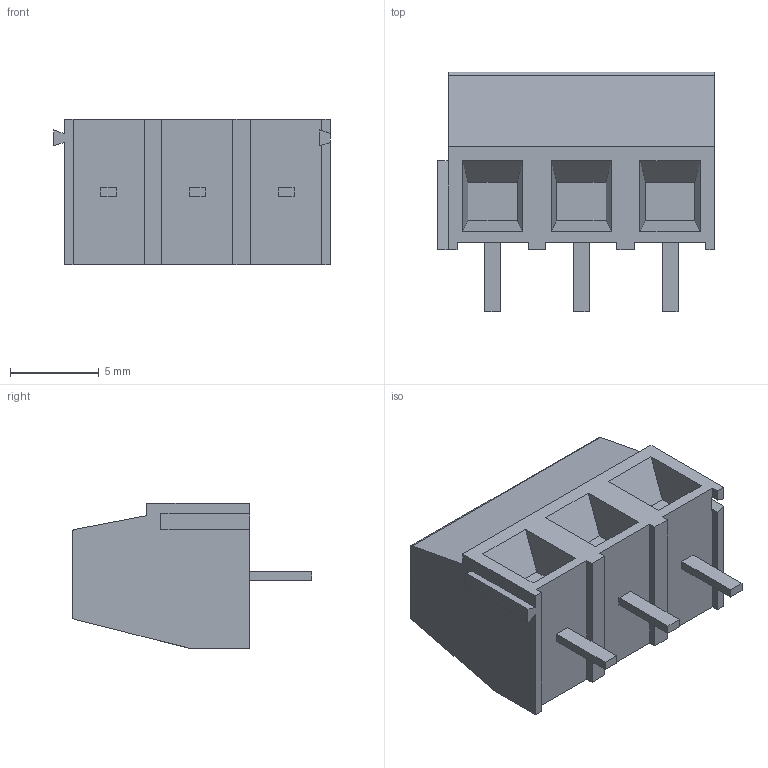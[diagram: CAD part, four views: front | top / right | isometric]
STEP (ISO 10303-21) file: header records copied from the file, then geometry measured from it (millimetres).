
FILE_DESCRIPTION(('STEP AP214'),'1');
FILE_NAME('1546216-3.STEP','2022-05-05T16:24:46',(' '),(' '),'Spatial InterOp 3D',' ',' ');
FILE_SCHEMA(('AUTOMOTIVE_DESIGN { 1 0 10303 214 1 1 1 1 }'));
Length unit declared in the file: metre
Products named in the file (1): Sólido1
Bounding box: 15.6 x 13.5 x 8.2 mm (x, y, z)
Volume: 933 mm3; surface area: 843.6 mm2
Topology: 1 solids, 1 shells, 123 faces, 306 edges, 204 vertices
Faces by surface type: plane 103, torus 12, cylinder 8
Entity records: 4779 total; most frequent: CARTESIAN_POINT 796, ORIENTED_EDGE 612, DIRECTION 596, EDGE_CURVE 306, LINE 236, VECTOR 236, VERTEX_POINT 204, AXIS2_PLACEMENT_3D 180
